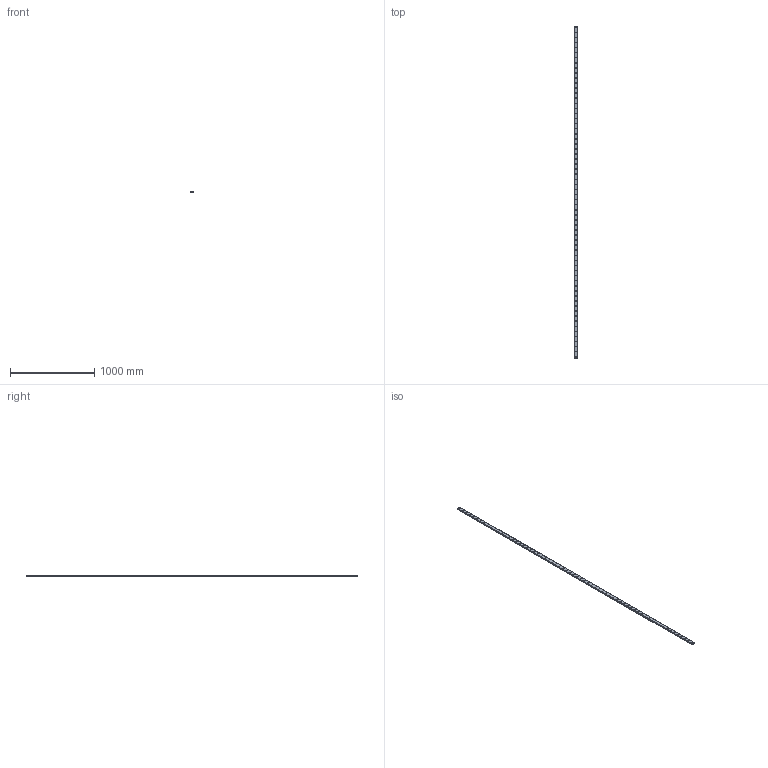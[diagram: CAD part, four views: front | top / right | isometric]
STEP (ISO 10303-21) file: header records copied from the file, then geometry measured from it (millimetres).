
FILE_DESCRIPTION(('STEP AP214'),'1');
FILE_NAME('cctmp_8D4E1944-BDA6-4F44-958C-1DB1EF8F5E61_2021_03_04_13_37_12_0533..stp','2021-03-04T12:37:13',('HIWIN GmbH'),('CADClick - www.CADClick.com'),'Spatial InterOp 3D',' ','unknown authorization');
FILE_SCHEMA(('AUTOMOTIVE_DESIGN'));
Length unit declared in the file: millimetre
Products named in the file (1): WER27R3930H_FILE
Bounding box: 42 x 3930 x 15 mm (x, y, z)
Volume: 2287117.9 mm3; surface area: 494281.1 mm2
Topology: 1 solids, 1 shells, 1291 faces, 2667 edges, 1778 vertices
Faces by surface type: cylinder 810, plane 481
Entity records: 45333 total; most frequent: DIRECTION 6871, CARTESIAN_POINT 5737, ORIENTED_EDGE 5334, AXIS2_PLACEMENT_3D 2912, EDGE_CURVE 2667, VERTEX_POINT 1778, EDGE_LOOP 1691, CIRCLE 1620
